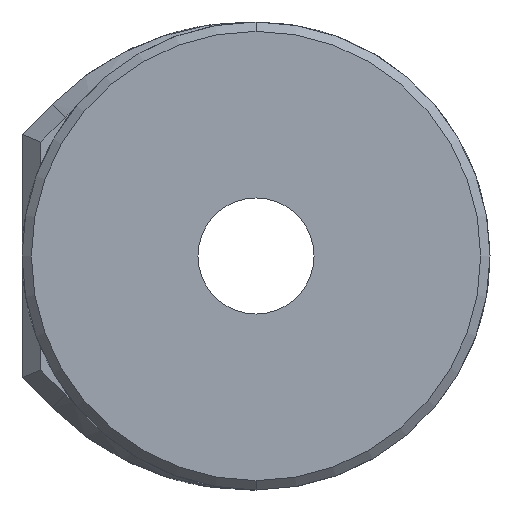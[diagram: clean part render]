
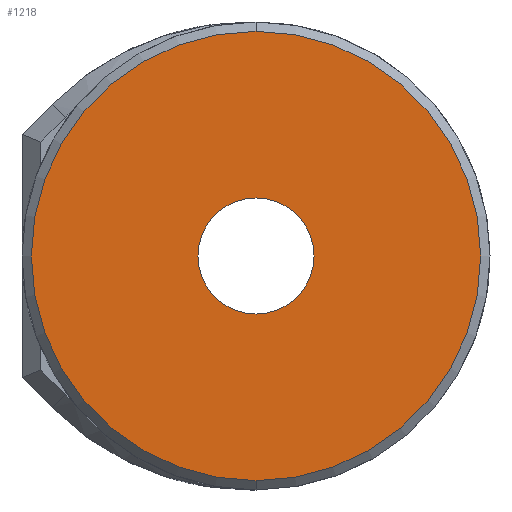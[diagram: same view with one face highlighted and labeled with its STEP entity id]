
A CAD part, front view. The second image highlights one B-rep face of the part: STEP entity #1218.
In plain terms, the highlighted planar face has unit normal (0, -1, 0).
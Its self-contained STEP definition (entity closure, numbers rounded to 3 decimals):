
#148 = CARTESIAN_POINT ( 'NONE',  ( 12.5, 0., 0. ) ) ;
#204 = DIRECTION ( 'NONE',  ( 0., 1., 0. ) ) ;
#210 = CIRCLE ( 'NONE', #1254, 12. ) ;
#423 = VERTEX_POINT ( 'NONE', #1130 ) ;
#493 = EDGE_LOOP ( 'NONE', ( #866, #819 ) ) ;
#590 = VERTEX_POINT ( 'NONE', #2268 ) ;
#598 = ORIENTED_EDGE ( 'NONE', *, *, #1132, .T. ) ;
#607 = DIRECTION ( 'NONE',  ( -1., 0., 0. ) ) ;
#672 = AXIS2_PLACEMENT_3D ( 'NONE', #148, #2565, #2402 ) ;
#806 = EDGE_CURVE ( 'NONE', #590, #1457, #210, .T. ) ;
#819 = ORIENTED_EDGE ( 'NONE', *, *, #2498, .F. ) ;
#835 = AXIS2_PLACEMENT_3D ( 'NONE', #1071, #1267, #1696 ) ;
#866 = ORIENTED_EDGE ( 'NONE', *, *, #979, .F. ) ;
#958 = EDGE_LOOP ( 'NONE', ( #1585, #598 ) ) ;
#979 = EDGE_CURVE ( 'NONE', #1645, #423, #2519, .T. ) ;
#982 = FACE_OUTER_BOUND ( 'NONE', #958, .T. ) ;
#1031 = CARTESIAN_POINT ( 'NONE',  ( 9.4, 0., 0. ) ) ;
#1071 = CARTESIAN_POINT ( 'NONE',  ( 12.5, 0., 0. ) ) ;
#1130 = CARTESIAN_POINT ( 'NONE',  ( 15.6, 0., 0. ) ) ;
#1132 = EDGE_CURVE ( 'NONE', #1457, #590, #1827, .T. ) ;
#1200 = CARTESIAN_POINT ( 'NONE',  ( 12.5, 0., -12. ) ) ;
#1218 = ADVANCED_FACE ( 'NONE', ( #982, #1418 ), #1639, .F. ) ;
#1248 = CIRCLE ( 'NONE', #835, 3.1 ) ;
#1254 = AXIS2_PLACEMENT_3D ( 'NONE', #1476, #2479, #1260 ) ;
#1260 = DIRECTION ( 'NONE',  ( -1., 0., 0. ) ) ;
#1267 = DIRECTION ( 'NONE',  ( 0., -1., 0. ) ) ;
#1418 = FACE_BOUND ( 'NONE', #493, .T. ) ;
#1452 = DIRECTION ( 'NONE',  ( 0., -1., 0. ) ) ;
#1457 = VERTEX_POINT ( 'NONE', #1200 ) ;
#1469 = DIRECTION ( 'NONE',  ( -1., 0., 0. ) ) ;
#1476 = CARTESIAN_POINT ( 'NONE',  ( 12.5, 0., 0. ) ) ;
#1585 = ORIENTED_EDGE ( 'NONE', *, *, #806, .T. ) ;
#1614 = AXIS2_PLACEMENT_3D ( 'NONE', #1699, #1452, #1469 ) ;
#1639 = PLANE ( 'NONE',  #2390 ) ;
#1645 = VERTEX_POINT ( 'NONE', #1031 ) ;
#1696 = DIRECTION ( 'NONE',  ( -1., 0., 0. ) ) ;
#1699 = CARTESIAN_POINT ( 'NONE',  ( 12.5, 0., 0. ) ) ;
#1827 = CIRCLE ( 'NONE', #672, 12. ) ;
#2268 = CARTESIAN_POINT ( 'NONE',  ( 12.5, 0., 12. ) ) ;
#2390 = AXIS2_PLACEMENT_3D ( 'NONE', #2621, #204, #607 ) ;
#2402 = DIRECTION ( 'NONE',  ( -1., 0., 0. ) ) ;
#2479 = DIRECTION ( 'NONE',  ( 0., -1., 0. ) ) ;
#2498 = EDGE_CURVE ( 'NONE', #423, #1645, #1248, .T. ) ;
#2519 = CIRCLE ( 'NONE', #1614, 3.1 ) ;
#2565 = DIRECTION ( 'NONE',  ( 0., -1., 0. ) ) ;
#2621 = CARTESIAN_POINT ( 'NONE',  ( 25., 0., 12.5 ) ) ;
